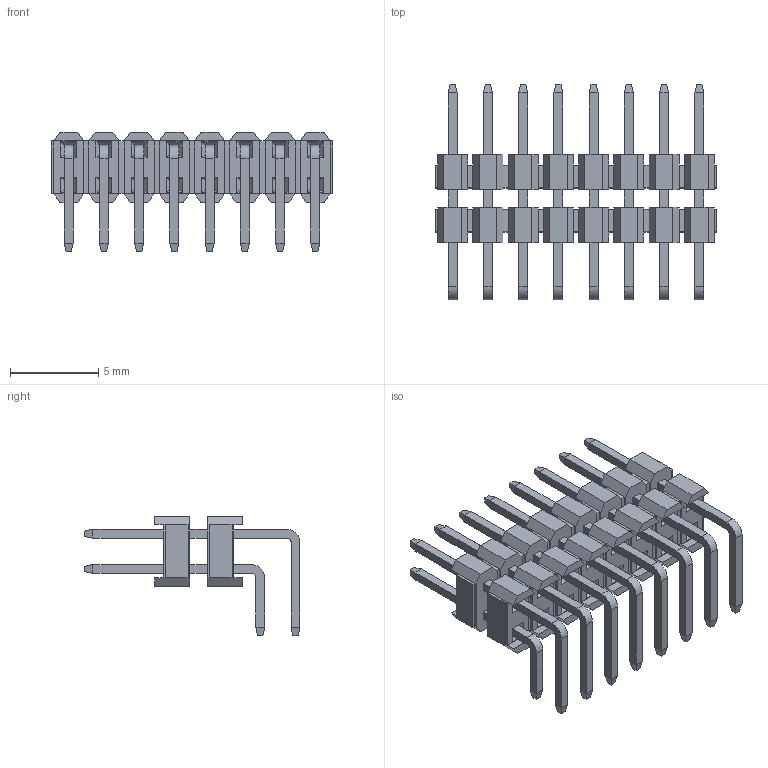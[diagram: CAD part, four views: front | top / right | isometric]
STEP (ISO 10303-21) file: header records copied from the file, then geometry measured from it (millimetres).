
FILE_DESCRIPTION( ('This file contains a STEP AP42 implementation' ,'as created by ZW3D STEP Interface translator.') ,'2;1' );
FILE_NAME( '1220-22XXXXRXXXXXXX(側醱俔)(毀砃).stp' ,'23 426.164032', (''), ('ZWCAD Software Co.'), 'Version 1.0', 'ZW3D to STEP translator', '' );
FILE_SCHEMA(('AUTOMOTIVE_DESIGN { 1 0 10303 214 1 1 1 1 }'));
Length unit declared in the file: millimetre
Products named in the file (2): 0; 1220-2220XXR136XXXX(側醱俔)(毀砃)
Bounding box: 16 x 12.25 x 6.8 mm (x, y, z)
Volume: 231.7 mm3; surface area: 855.7 mm2
Topology: 1 solids, 1 shells, 876 faces, 2072 edges, 1232 vertices
Faces by surface type: plane 844, cylinder 32
Entity records: 25089 total; most frequent: CARTESIAN_POINT 4181, ORIENTED_EDGE 4144, DIRECTION 3890, EDGE_CURVE 2072, VECTOR 2008, LINE 2008, VERTEX_POINT 1232, AXIS2_PLACEMENT_3D 941
